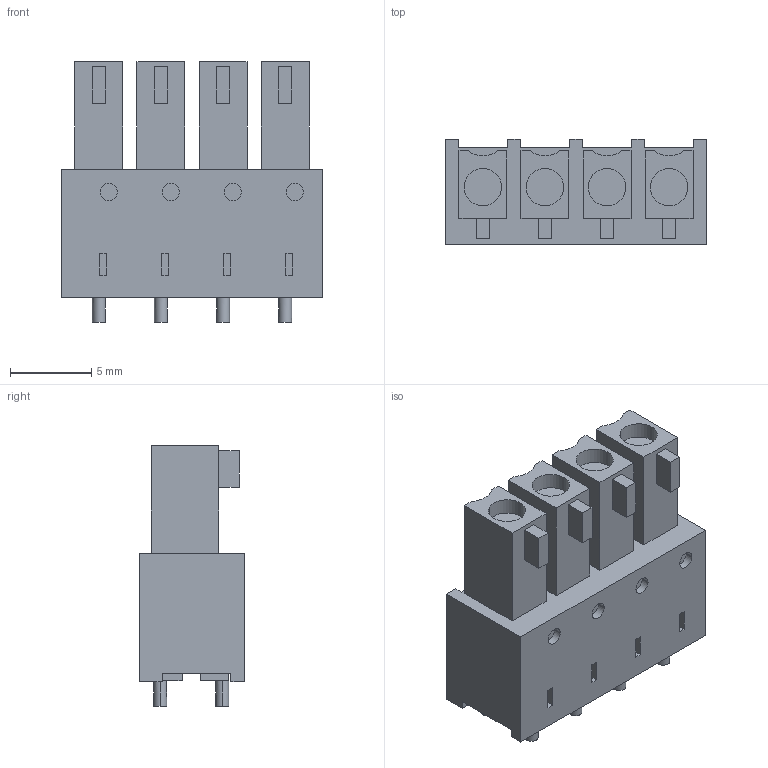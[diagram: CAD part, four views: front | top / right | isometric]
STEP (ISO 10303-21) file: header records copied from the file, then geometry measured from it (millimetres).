
FILE_DESCRIPTION(('CATIA V5R22 STEP214','CAx-IF Rec.Pracs.--- Model Styling and Organization---1.4--- 2014-01-23'),'2;1');
FILE_NAME ('D1460923_2_1976520000_1976520000.stp','2023-05-26T11:57:21+00:00',('none'),('Weidmueller'),'CATIA Version 5-6 Release 2016 SP3 HF44','CATIA V5 STEP AP214','none');
FILE_SCHEMA(('AUTOMOTIVE_DESIGN { 1 0 10303 214 1 1 1 1 }'));
Length unit declared in the file: millimetre
Products named in the file (1): 1976520000
Bounding box: 16.03 x 6.45 x 16 mm (x, y, z)
Volume: 1016 mm3; surface area: 1145.8 mm2
Topology: 9 solids, 9 shells, 254 faces, 631 edges, 415 vertices
Faces by surface type: plane 218, cylinder 36
Entity records: 7274 total; most frequent: CARTESIAN_POINT 1290, ORIENTED_EDGE 1262, DIRECTION 1009, EDGE_CURVE 631, VECTOR 535, LINE 535, VERTEX_POINT 415, AXIS2_PLACEMENT_3D 280
